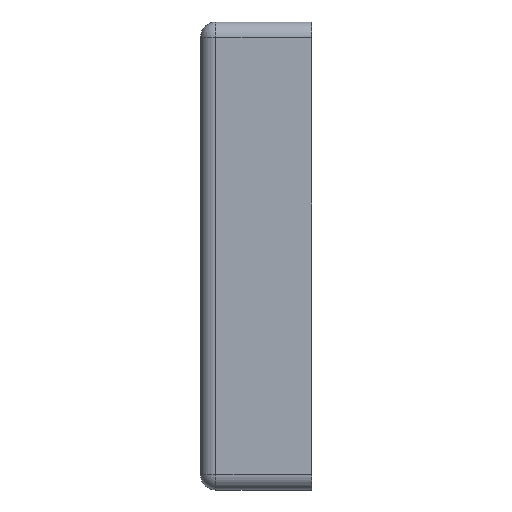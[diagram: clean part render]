
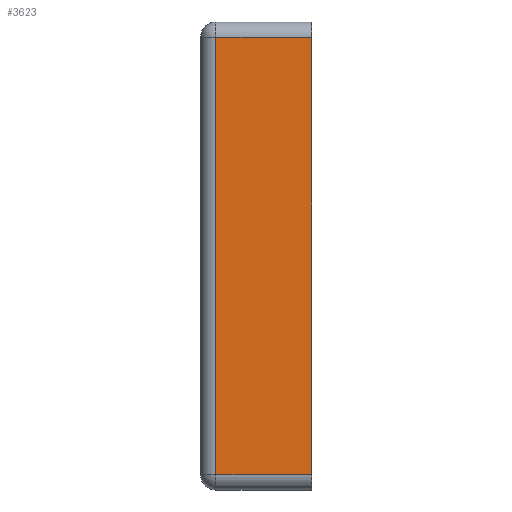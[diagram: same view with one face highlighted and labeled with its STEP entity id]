
A CAD part, left-side view. The second image highlights one B-rep face of the part: STEP entity #3623.
In plain terms, the highlighted planar face has unit normal (-1, 0, 0).
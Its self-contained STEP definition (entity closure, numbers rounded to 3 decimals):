
#393=FACE_OUTER_BOUND('',#623,.T.);
#623=EDGE_LOOP('',(#3031,#3032,#3033,#3034,#3035,#3036));
#1008=LINE('',#6078,#1387);
#1013=LINE('',#6105,#1392);
#1015=LINE('',#6110,#1394);
#1016=LINE('',#6112,#1395);
#1017=LINE('',#6113,#1396);
#1018=LINE('',#6114,#1397);
#1387=VECTOR('',#4666,10.);
#1392=VECTOR('',#4701,10.);
#1394=VECTOR('',#4705,10.);
#1395=VECTOR('',#4706,10.);
#1396=VECTOR('',#4707,10.);
#1397=VECTOR('',#4708,10.);
#1734=VERTEX_POINT('',#6058);
#1737=VERTEX_POINT('',#6065);
#1746=VERTEX_POINT('',#6103);
#1747=VERTEX_POINT('',#6108);
#1748=VERTEX_POINT('',#6109);
#1749=VERTEX_POINT('',#6111);
#2189=EDGE_CURVE('',#1734,#1737,#1008,.T.);
#2202=EDGE_CURVE('',#1746,#1734,#1013,.T.);
#2204=EDGE_CURVE('',#1747,#1748,#1015,.T.);
#2205=EDGE_CURVE('',#1749,#1748,#1016,.T.);
#2206=EDGE_CURVE('',#1737,#1749,#1017,.T.);
#2207=EDGE_CURVE('',#1747,#1746,#1018,.T.);
#3031=ORIENTED_EDGE('',*,*,#2204,.T.);
#3032=ORIENTED_EDGE('',*,*,#2205,.F.);
#3033=ORIENTED_EDGE('',*,*,#2206,.F.);
#3034=ORIENTED_EDGE('',*,*,#2189,.F.);
#3035=ORIENTED_EDGE('',*,*,#2202,.F.);
#3036=ORIENTED_EDGE('',*,*,#2207,.F.);
#3433=PLANE('',#3905);
#3623=ADVANCED_FACE('',(#393),#3433,.T.);
#3905=AXIS2_PLACEMENT_3D('',#6107,#4703,#4704);
#4666=DIRECTION('',(0.,0.,1.));
#4701=DIRECTION('',(0.,1.,0.));
#4703=DIRECTION('center_axis',(-1.,0.,0.));
#4704=DIRECTION('ref_axis',(0.,0.,1.));
#4705=DIRECTION('',(0.,1.,0.));
#4706=DIRECTION('',(0.,0.,-1.));
#4707=DIRECTION('',(0.,-1.,0.));
#4708=DIRECTION('',(0.,0.,-1.));
#6058=CARTESIAN_POINT('',(85.83,9.5,6.));
#6065=CARTESIAN_POINT('',(85.83,9.5,77.));
#6078=CARTESIAN_POINT('',(85.83,9.5,58.25));
#6103=CARTESIAN_POINT('',(85.83,-6.03,6.));
#6105=CARTESIAN_POINT('',(85.83,7.5,6.));
#6107=CARTESIAN_POINT('Origin',(85.83,12.,76.5));
#6108=CARTESIAN_POINT('',(85.83,-6.03,75.985));
#6109=CARTESIAN_POINT('',(85.83,-6.,75.985));
#6110=CARTESIAN_POINT('',(85.83,-4.,75.985));
#6111=CARTESIAN_POINT('',(85.83,-6.,77.));
#6112=CARTESIAN_POINT('',(85.83,-6.,77.117));
#6113=CARTESIAN_POINT('',(85.83,-2.,77.));
#6114=CARTESIAN_POINT('',(85.83,-6.03,76.5));
